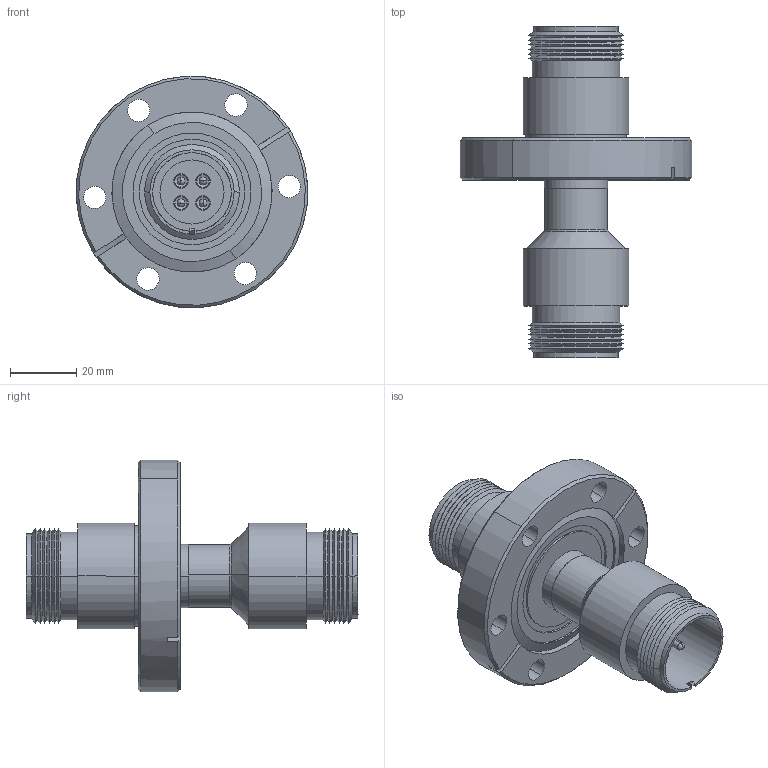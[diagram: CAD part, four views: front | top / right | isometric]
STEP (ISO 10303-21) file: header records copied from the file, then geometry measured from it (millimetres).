
FILE_DESCRIPTION (( 'STEP AP203' ), '1' );
FILE_NAME ('A14856-1-CF.STEP', '2016-08-10T20:24:14', ( '' ), ( '' ), 'SwSTEP 2.0', 'SolidWorks 2016', '' );
FILE_SCHEMA (( 'CONFIG_CONTROL_DESIGN' ));
Length unit declared in the file: inch
Products named in the file (1): A14856-1-CF
Bounding box: 69.79 x 100.07 x 69.74 mm (x, y, z)
Volume: 62940.4 mm3; surface area: 33451.3 mm2
Topology: 1 solids, 2 shells, 369 faces, 796 edges, 491 vertices
Faces by surface type: cylinder 180, plane 90, cone 79, torus 20
Entity records: 10234 total; most frequent: DIRECTION 1983, CARTESIAN_POINT 1717, ORIENTED_EDGE 1592, AXIS2_PLACEMENT_3D 837, EDGE_CURVE 796, VERTEX_POINT 491, CIRCLE 467, EDGE_LOOP 449
